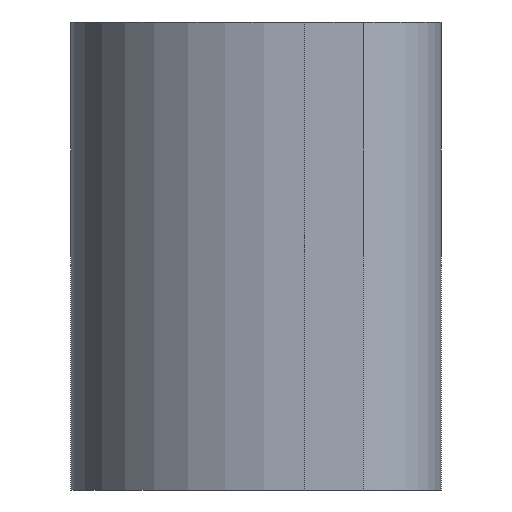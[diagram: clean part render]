
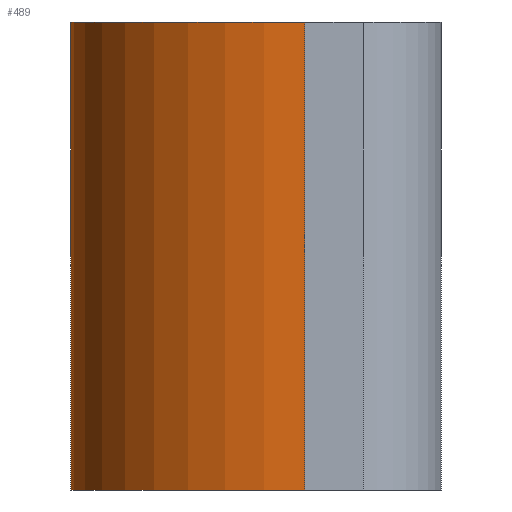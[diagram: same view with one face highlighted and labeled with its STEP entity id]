
A CAD part, left-side view. The second image highlights one B-rep face of the part: STEP entity #489.
In plain terms, the highlighted cylindrical face has radius 6 mm (diameter 12 mm), a partial arc.
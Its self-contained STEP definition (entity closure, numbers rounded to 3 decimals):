
#27 = VECTOR ( 'NONE', #241, 1000. ) ;
#32 = ORIENTED_EDGE ( 'NONE', *, *, #461, .F. ) ;
#51 = VERTEX_POINT ( 'NONE', #557 ) ;
#60 = AXIS2_PLACEMENT_3D ( 'NONE', #269, #363, #559 ) ;
#63 = LINE ( 'NONE', #541, #27 ) ;
#101 = ORIENTED_EDGE ( 'NONE', *, *, #183, .T. ) ;
#106 = EDGE_CURVE ( 'NONE', #401, #576, #428, .T. ) ;
#117 = CARTESIAN_POINT ( 'NONE',  ( -26.5, 3.5, -6. ) ) ;
#131 = CIRCLE ( 'NONE', #60, 6. ) ;
#166 = ORIENTED_EDGE ( 'NONE', *, *, #106, .T. ) ;
#183 = EDGE_CURVE ( 'NONE', #576, #210, #131, .T. ) ;
#192 = EDGE_CURVE ( 'NONE', #51, #210, #63, .T. ) ;
#207 = FACE_OUTER_BOUND ( 'NONE', #540, .T. ) ;
#210 = VERTEX_POINT ( 'NONE', #117 ) ;
#241 = DIRECTION ( 'NONE',  ( 0., 0., -1. ) ) ;
#269 = CARTESIAN_POINT ( 'NONE',  ( -20.5, 3.5, -6. ) ) ;
#279 = CARTESIAN_POINT ( 'NONE',  ( -14.5, 3.5, -6. ) ) ;
#287 = DIRECTION ( 'NONE',  ( 0., 0., -1. ) ) ;
#290 = CARTESIAN_POINT ( 'NONE',  ( -20.5, 3.5, 6. ) ) ;
#291 = DIRECTION ( 'NONE',  ( -1., 0., 0. ) ) ;
#347 = AXIS2_PLACEMENT_3D ( 'NONE', #290, #287, #291 ) ;
#363 = DIRECTION ( 'NONE',  ( 0., 0., 1. ) ) ;
#364 = DIRECTION ( 'NONE',  ( 1., 0., 0. ) ) ;
#366 = DIRECTION ( 'NONE',  ( 0., 0., 1. ) ) ;
#371 = CARTESIAN_POINT ( 'NONE',  ( -20.5, 3.5, 6. ) ) ;
#383 = AXIS2_PLACEMENT_3D ( 'NONE', #371, #366, #364 ) ;
#390 = VECTOR ( 'NONE', #491, 1000. ) ;
#401 = VERTEX_POINT ( 'NONE', #578 ) ;
#428 = LINE ( 'NONE', #483, #390 ) ;
#461 = EDGE_CURVE ( 'NONE', #401, #51, #498, .T. ) ;
#471 = CYLINDRICAL_SURFACE ( 'NONE', #347, 6. ) ;
#483 = CARTESIAN_POINT ( 'NONE',  ( -14.5, 3.5, 6. ) ) ;
#489 = ADVANCED_FACE ( 'NONE', ( #207 ), #471, .T. ) ;
#491 = DIRECTION ( 'NONE',  ( 0., 0., -1. ) ) ;
#498 = CIRCLE ( 'NONE', #383, 6. ) ;
#536 = ORIENTED_EDGE ( 'NONE', *, *, #192, .F. ) ;
#540 = EDGE_LOOP ( 'NONE', ( #101, #536, #32, #166 ) ) ;
#541 = CARTESIAN_POINT ( 'NONE',  ( -26.5, 3.5, 6. ) ) ;
#557 = CARTESIAN_POINT ( 'NONE',  ( -26.5, 3.5, 6. ) ) ;
#559 = DIRECTION ( 'NONE',  ( 1., 0., 0. ) ) ;
#576 = VERTEX_POINT ( 'NONE', #279 ) ;
#578 = CARTESIAN_POINT ( 'NONE',  ( -14.5, 3.5, 6. ) ) ;
